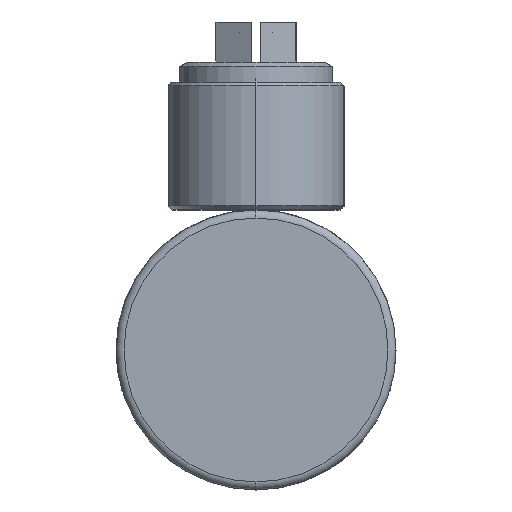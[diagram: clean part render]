
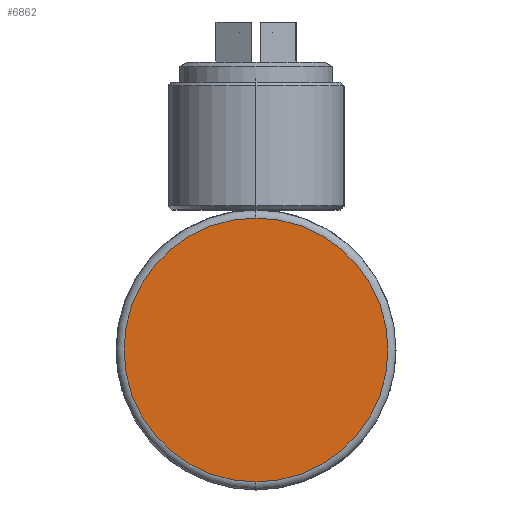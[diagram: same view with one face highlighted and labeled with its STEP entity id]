
A CAD part, left-side view. The second image highlights one B-rep face of the part: STEP entity #6862.
In plain terms, the highlighted planar face has unit normal (-1, 0, 0).
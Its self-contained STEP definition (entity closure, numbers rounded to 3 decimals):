
#161 = CARTESIAN_POINT ( 'NONE',  ( -14., 0., 0. ) ) ;
#901 = DIRECTION ( 'NONE',  ( -1., 0., 0. ) ) ;
#1242 = EDGE_CURVE ( 'NONE', #2951, #1298, #2935, .T. ) ;
#1298 = VERTEX_POINT ( 'NONE', #5251 ) ;
#2566 = DIRECTION ( 'NONE',  ( -1., 0., 0. ) ) ;
#2935 = CIRCLE ( 'NONE', #3803, 16.5 ) ;
#2951 = VERTEX_POINT ( 'NONE', #7429 ) ;
#3155 = EDGE_LOOP ( 'NONE', ( #3382, #5059 ) ) ;
#3323 = FACE_OUTER_BOUND ( 'NONE', #3155, .T. ) ;
#3382 = ORIENTED_EDGE ( 'NONE', *, *, #7593, .T. ) ;
#3803 = AXIS2_PLACEMENT_3D ( 'NONE', #6683, #4304, #3831 ) ;
#3831 = DIRECTION ( 'NONE',  ( 0., 0., 1. ) ) ;
#3912 = PLANE ( 'NONE',  #7802 ) ;
#4304 = DIRECTION ( 'NONE',  ( -1., 0., 0. ) ) ;
#4999 = DIRECTION ( 'NONE',  ( 0., 0., 1. ) ) ;
#5059 = ORIENTED_EDGE ( 'NONE', *, *, #1242, .T. ) ;
#5251 = CARTESIAN_POINT ( 'NONE',  ( -14., 0., 16.5 ) ) ;
#5445 = AXIS2_PLACEMENT_3D ( 'NONE', #161, #2566, #4999 ) ;
#6340 = CARTESIAN_POINT ( 'NONE',  ( -14., 0., 16.5 ) ) ;
#6683 = CARTESIAN_POINT ( 'NONE',  ( -14., 0., 0. ) ) ;
#6862 = ADVANCED_FACE ( 'NONE', ( #3323 ), #3912, .T. ) ;
#7369 = DIRECTION ( 'NONE',  ( 0., 0., 1. ) ) ;
#7429 = CARTESIAN_POINT ( 'NONE',  ( -14., 0., -16.5 ) ) ;
#7593 = EDGE_CURVE ( 'NONE', #1298, #2951, #7729, .T. ) ;
#7729 = CIRCLE ( 'NONE', #5445, 16.5 ) ;
#7802 = AXIS2_PLACEMENT_3D ( 'NONE', #6340, #901, #7369 ) ;
